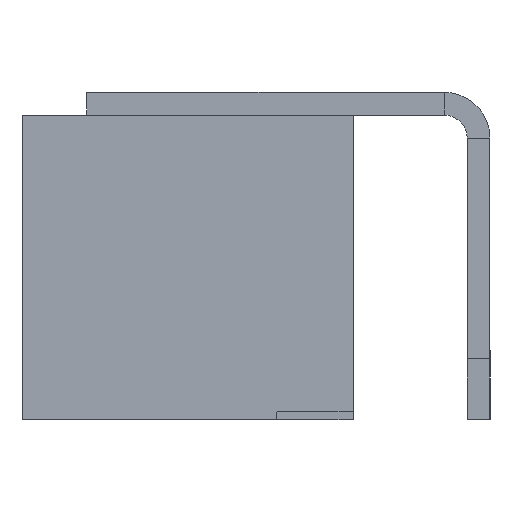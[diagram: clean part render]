
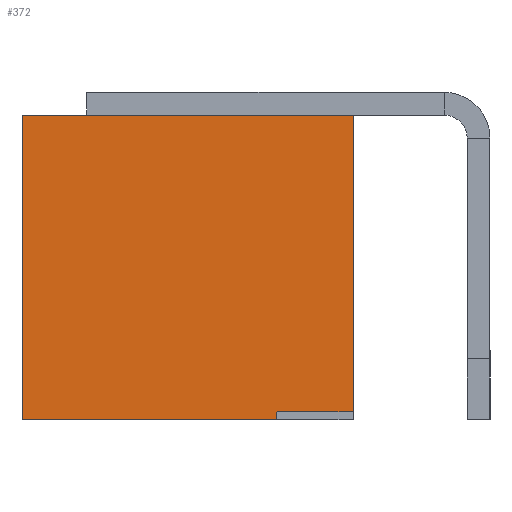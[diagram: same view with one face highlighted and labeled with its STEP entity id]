
A CAD part, left-side view. The second image highlights one B-rep face of the part: STEP entity #372.
In plain terms, the highlighted planar face has unit normal (-1, 0, 0).
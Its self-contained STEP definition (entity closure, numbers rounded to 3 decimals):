
#372=ADVANCED_FACE('',(#3666),#3668,.T.);
#3666=FACE_BOUND('',#3667,.T.);
#3667=EDGE_LOOP('',(#8523,#8524,#8525,#8526,#8527,#8528,#8529,#8530));
#3668=PLANE('',#3669);
#3669=AXIS2_PLACEMENT_3D('',#3670,#3671,#3672);
#3670=CARTESIAN_POINT('',(-6.8,0.,0.));
#3671=DIRECTION('',(-1.,0.,0.));
#3672=DIRECTION('',(0.,0.,1.));
#8523=ORIENTED_EDGE('',*,*,#10481,.T.);
#8524=ORIENTED_EDGE('',*,*,#10401,.T.);
#8525=ORIENTED_EDGE('',*,*,#10393,.T.);
#8526=ORIENTED_EDGE('',*,*,#10391,.T.);
#8527=ORIENTED_EDGE('',*,*,#10423,.T.);
#8528=ORIENTED_EDGE('',*,*,#10480,.T.);
#8529=ORIENTED_EDGE('',*,*,#10478,.F.);
#8530=ORIENTED_EDGE('',*,*,#10421,.F.);
#10391=EDGE_CURVE('',#11417,#11429,#11431,.T.);
#10393=EDGE_CURVE('',#11434,#11417,#11435,.T.);
#10401=EDGE_CURVE('',#11437,#11434,#11449,.T.);
#10421=EDGE_CURVE('',#11482,#11385,#11485,.T.);
#10423=EDGE_CURVE('',#11429,#11487,#11488,.T.);
#10478=EDGE_CURVE('',#11385,#11572,#11573,.T.);
#10480=EDGE_CURVE('',#11487,#11572,#11575,.T.);
#10481=EDGE_CURVE('',#11482,#11437,#11576,.T.);
#11385=VERTEX_POINT('',#13073);
#11417=VERTEX_POINT('',#13137);
#11429=VERTEX_POINT('',#13161);
#11431=LINE('',#13165,#13166);
#11434=VERTEX_POINT('',#13172);
#11435=LINE('',#13173,#13174);
#11437=VERTEX_POINT('',#13179);
#11449=LINE('',#13203,#13204);
#11482=VERTEX_POINT('',#13274);
#11485=LINE('',#13279,#13280);
#11487=VERTEX_POINT('',#13285);
#11488=LINE('',#13286,#13287);
#11572=VERTEX_POINT('',#13480);
#11573=LINE('',#13481,#13482);
#11575=LINE('',#13487,#13488);
#11576=LINE('',#13490,#13491);
#13073=CARTESIAN_POINT('',(-6.8,-2.175,-1.9));
#13137=CARTESIAN_POINT('',(-6.8,2.175,-2.));
#13161=CARTESIAN_POINT('',(-6.8,-1.175,-2.));
#13165=CARTESIAN_POINT('',(-6.8,2.175,-2.));
#13166=VECTOR('',#13167,1.);
#13167=DIRECTION('',(0.,-1.,0.));
#13172=CARTESIAN_POINT('',(-6.8,2.175,2.));
#13173=CARTESIAN_POINT('',(-6.8,2.175,2.));
#13174=VECTOR('',#13175,1.);
#13175=DIRECTION('',(0.,0.,-1.));
#13179=CARTESIAN_POINT('',(-6.8,-2.175,2.));
#13203=CARTESIAN_POINT('',(-6.8,-2.175,2.));
#13204=VECTOR('',#13205,1.);
#13205=DIRECTION('',(0.,1.,0.));
#13274=CARTESIAN_POINT('',(-6.8,-2.175,-1.9));
#13279=CARTESIAN_POINT('',(-6.8,-2.175,-1.9));
#13280=VECTOR('',#13281,1.);
#13281=DIRECTION('',(-0.242,0.97,-0.035));
#13285=CARTESIAN_POINT('',(-6.8,-1.175,-2.));
#13286=CARTESIAN_POINT('',(-6.8,-1.175,-2.));
#13287=VECTOR('',#13288,1.);
#13288=DIRECTION('',(0.,0.,1.));
#13480=CARTESIAN_POINT('',(-6.8,-1.175,-1.9));
#13481=CARTESIAN_POINT('',(-6.8,-2.175,-1.9));
#13482=VECTOR('',#13483,1.);
#13483=DIRECTION('',(0.,1.,0.));
#13487=CARTESIAN_POINT('',(-6.8,-1.175,-2.));
#13488=VECTOR('',#13489,1.);
#13489=DIRECTION('',(0.,0.,1.));
#13490=CARTESIAN_POINT('',(-6.8,-2.175,-1.9));
#13491=VECTOR('',#13492,1.);
#13492=DIRECTION('',(0.,0.,1.));
